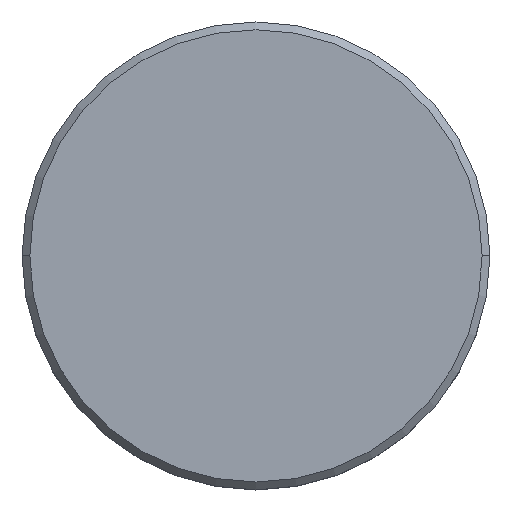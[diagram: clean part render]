
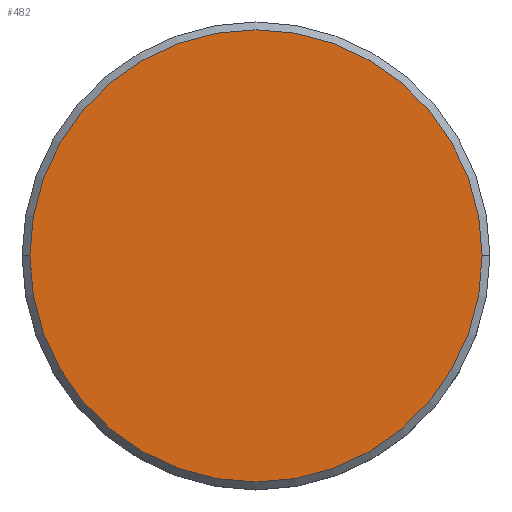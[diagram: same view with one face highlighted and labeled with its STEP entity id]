
A CAD part, top view. The second image highlights one B-rep face of the part: STEP entity #482.
In plain terms, the highlighted planar face has unit normal (0, 0, 1).
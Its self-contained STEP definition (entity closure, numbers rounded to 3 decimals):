
#9 = ORIENTED_EDGE ( 'NONE', *, *, #11, .T. ) ;
#11 = EDGE_CURVE ( 'NONE', #285, #132, #582, .T. ) ;
#99 = DIRECTION ( 'NONE',  ( 1., 0., 0. ) ) ;
#106 = DIRECTION ( 'NONE',  ( 0., 0., 1. ) ) ;
#109 = DIRECTION ( 'NONE',  ( 0., 0., 1. ) ) ;
#120 = EDGE_CURVE ( 'NONE', #132, #285, #211, .T. ) ;
#132 = VERTEX_POINT ( 'NONE', #281 ) ;
#173 = CARTESIAN_POINT ( 'NONE',  ( 14.5, 0., 0. ) ) ;
#186 = DIRECTION ( 'NONE',  ( 1., 0., 0. ) ) ;
#203 = FACE_OUTER_BOUND ( 'NONE', #316, .T. ) ;
#211 = CIRCLE ( 'NONE', #542, 14.5 ) ;
#250 = DIRECTION ( 'NONE',  ( 1., 0., 0. ) ) ;
#265 = CARTESIAN_POINT ( 'NONE',  ( 0., 0., 0. ) ) ;
#281 = CARTESIAN_POINT ( 'NONE',  ( -14.5, 0., 0. ) ) ;
#285 = VERTEX_POINT ( 'NONE', #173 ) ;
#304 = ORIENTED_EDGE ( 'NONE', *, *, #120, .T. ) ;
#316 = EDGE_LOOP ( 'NONE', ( #304, #9 ) ) ;
#356 = AXIS2_PLACEMENT_3D ( 'NONE', #519, #109, #99 ) ;
#376 = CARTESIAN_POINT ( 'NONE',  ( 0., 0., 0. ) ) ;
#482 = ADVANCED_FACE ( 'NONE', ( #203 ), #513, .T. ) ;
#511 = AXIS2_PLACEMENT_3D ( 'NONE', #265, #592, #186 ) ;
#513 = PLANE ( 'NONE',  #356 ) ;
#519 = CARTESIAN_POINT ( 'NONE',  ( 0., 0., 0. ) ) ;
#542 = AXIS2_PLACEMENT_3D ( 'NONE', #376, #106, #250 ) ;
#582 = CIRCLE ( 'NONE', #511, 14.5 ) ;
#592 = DIRECTION ( 'NONE',  ( 0., 0., 1. ) ) ;
